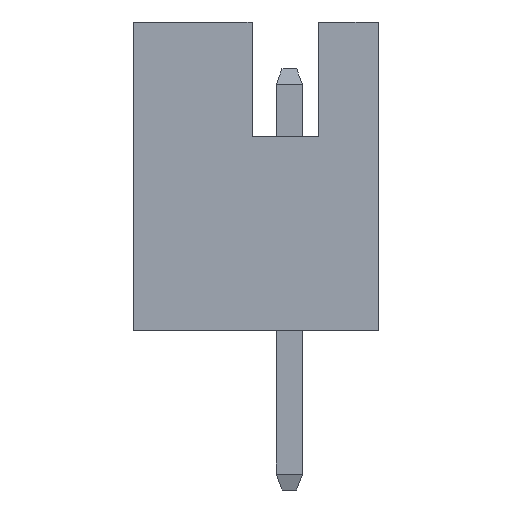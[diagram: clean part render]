
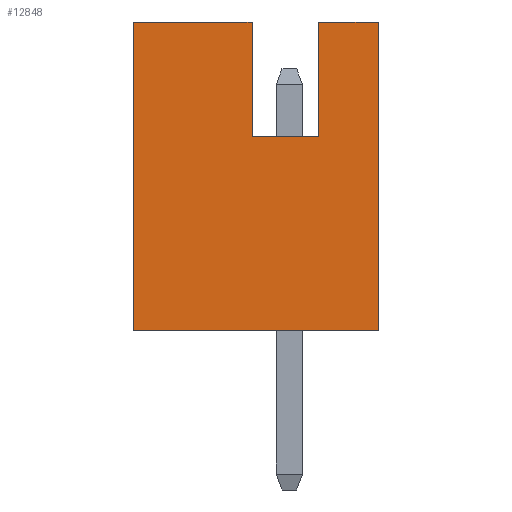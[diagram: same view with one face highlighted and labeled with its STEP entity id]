
A CAD part, left-side view. The second image highlights one B-rep face of the part: STEP entity #12848.
In plain terms, the highlighted planar face has unit normal (-1, 0, 0).
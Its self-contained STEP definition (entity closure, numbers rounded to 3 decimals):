
#785=ORIENTED_EDGE('',*,*,#3327,.T.);
#786=ORIENTED_EDGE('',*,*,#3328,.T.);
#787=ORIENTED_EDGE('',*,*,#3329,.T.);
#788=ORIENTED_EDGE('',*,*,#3180,.T.);
#789=ORIENTED_EDGE('',*,*,#3097,.F.);
#790=ORIENTED_EDGE('',*,*,#3016,.F.);
#791=ORIENTED_EDGE('',*,*,#3000,.T.);
#792=ORIENTED_EDGE('',*,*,#3330,.T.);
#3000=EDGE_CURVE('',#4322,#4321,#5148,.T.);
#3016=EDGE_CURVE('',#4322,#4334,#5164,.T.);
#3097=EDGE_CURVE('',#4334,#4411,#5245,.T.);
#3180=EDGE_CURVE('',#4436,#4411,#5328,.T.);
#3327=EDGE_CURVE('',#4583,#4584,#5475,.T.);
#3328=EDGE_CURVE('',#4584,#4585,#5476,.T.);
#3329=EDGE_CURVE('',#4585,#4436,#5477,.T.);
#3330=EDGE_CURVE('',#4321,#4583,#5478,.T.);
#4321=VERTEX_POINT('',#15996);
#4322=VERTEX_POINT('',#15998);
#4334=VERTEX_POINT('',#16029);
#4411=VERTEX_POINT('',#16191);
#4436=VERTEX_POINT('',#16251);
#4583=VERTEX_POINT('',#16637);
#4584=VERTEX_POINT('',#16638);
#4585=VERTEX_POINT('',#16640);
#5148=LINE('',#15997,#6206);
#5164=LINE('',#16028,#6222);
#5245=LINE('',#16190,#6303);
#5328=LINE('',#16354,#6386);
#5475=LINE('',#16636,#6533);
#5476=LINE('',#16639,#6534);
#5477=LINE('',#16641,#6535);
#5478=LINE('',#16642,#6536);
#6206=VECTOR('',#13904,1000.);
#6222=VECTOR('',#13926,1000.);
#6303=VECTOR('',#14015,1000.);
#6386=VECTOR('',#14108,1000.);
#6533=VECTOR('',#14333,1000.);
#6534=VECTOR('',#14334,1000.);
#6535=VECTOR('',#14335,1000.);
#6536=VECTOR('',#14336,1000.);
#7306=EDGE_LOOP('',(#785,#786,#787,#788,#789,#790,#791,#792));
#7888=FACE_BOUND('',#7306,.T.);
#8470=PLANE('',#13425);
#12848=ADVANCED_FACE('',(#7888),#8470,.T.);
#13425=AXIS2_PLACEMENT_3D('',#16635,#14331,#14332);
#13904=DIRECTION('',(0.,1.,0.));
#13926=DIRECTION('',(0.,0.,-1.));
#14015=DIRECTION('',(0.,1.,0.));
#14108=DIRECTION('',(0.,0.,-1.));
#14331=DIRECTION('',(-1.,0.,0.));
#14332=DIRECTION('',(0.,0.,1.));
#14333=DIRECTION('',(0.,1.,0.));
#14334=DIRECTION('',(0.,0.,1.));
#14335=DIRECTION('',(0.,1.,0.));
#14336=DIRECTION('',(0.,0.,-1.));
#15996=CARTESIAN_POINT('',(-14.93,-0.557,5.893));
#15997=CARTESIAN_POINT('',(-14.93,-1.7,5.893));
#15998=CARTESIAN_POINT('',(-14.93,-1.7,5.893));
#16028=CARTESIAN_POINT('',(-14.93,-1.7,1.88));
#16029=CARTESIAN_POINT('',(-14.93,-1.7,0.));
#16190=CARTESIAN_POINT('',(-14.93,-1.7,0.));
#16191=CARTESIAN_POINT('',(-14.93,2.974,0.));
#16251=CARTESIAN_POINT('',(-14.93,2.974,5.893));
#16354=CARTESIAN_POINT('',(-14.93,2.974,1.88));
#16635=CARTESIAN_POINT('',(-14.93,-1.7,1.88));
#16636=CARTESIAN_POINT('',(-14.93,-0.557,3.708));
#16637=CARTESIAN_POINT('',(-14.93,-0.557,3.708));
#16638=CARTESIAN_POINT('',(-14.93,0.713,3.708));
#16639=CARTESIAN_POINT('',(-14.93,0.713,3.708));
#16640=CARTESIAN_POINT('',(-14.93,0.713,5.893));
#16641=CARTESIAN_POINT('',(-14.93,-1.7,5.893));
#16642=CARTESIAN_POINT('',(-14.93,-0.557,5.893));
